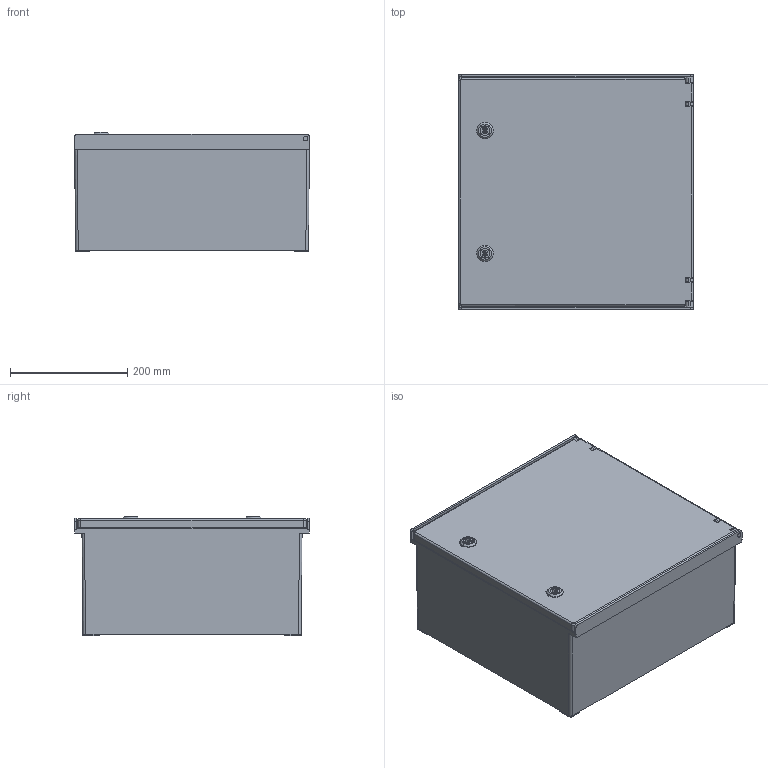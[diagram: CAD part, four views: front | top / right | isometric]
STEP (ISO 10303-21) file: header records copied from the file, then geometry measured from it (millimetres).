
FILE_DESCRIPTION (( 'STEP AP214' ), '1' );
FILE_NAME ('PS-4040.STEP', '2011-05-17T14:18:47', ( '' ), ( '' ), 'SwSTEP 2.0', 'SolidWorks 2010', '' );
FILE_SCHEMA (( 'AUTOMOTIVE_DESIGN' ));
Length unit declared in the file: millimetre
Products named in the file (12): ENG-110566_10PS-4040; ENG-110517; ENG-110600_32PS-4040; ENG-110518_400 x 400; ENG-029520; ENG-029550; ENG-029516_245; ENG-012226; ENG-20060704100; ENG-029515; ENG-012225; PS-4040
Assembly tree (13 placements, depth 4):
  PS-4040
    ENG-110517
      ENG-110518_400 x 400
      ENG-029550
      ENG-029520  x2
      ENG-110600_32PS-4040
      ENG-029516_245  x2
        ENG-029515
        ENG-012225
        ENG-20060704100
        ENG-012226
    ENG-110566_10PS-4040
Bounding box: 400 x 400 x 203 mm (x, y, z)
Volume: 2228984.4 mm3; surface area: 1493627.2 mm2
Topology: 18 solids, 18 shells, 2205 faces, 5428 edges, 3325 vertices
Faces by surface type: plane 871, cylinder 638, bspline 320, cone 296, torus 68, sphere 12
Entity records: 59951 total; most frequent: CARTESIAN_POINT 15757, DIRECTION 8595, ORIENTED_EDGE 8394, EDGE_CURVE 4197, AXIS2_PLACEMENT_3D 3209, VERTEX_POINT 2652, LINE 2177, VECTOR 2177
